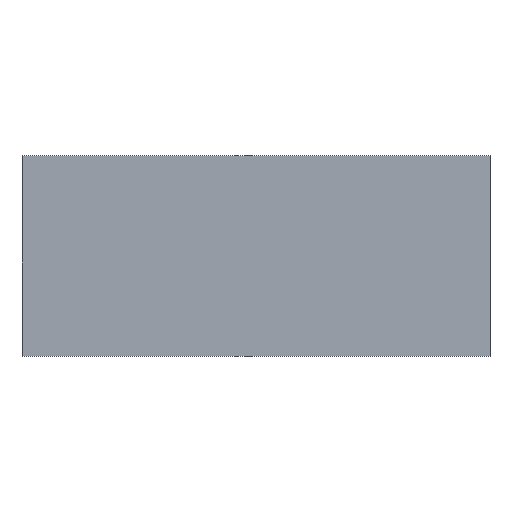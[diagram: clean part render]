
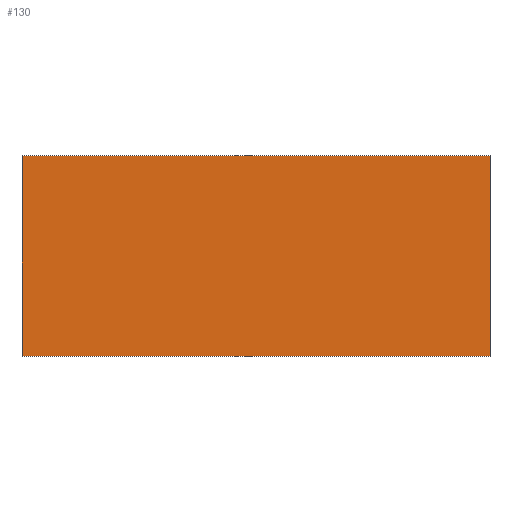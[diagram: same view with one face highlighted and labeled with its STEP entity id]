
A CAD part, top view. The second image highlights one B-rep face of the part: STEP entity #130.
In plain terms, the highlighted planar face has unit normal (0, 0, 1).
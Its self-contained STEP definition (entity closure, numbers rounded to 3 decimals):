
#26 = DIRECTION ( 'NONE',  ( 0., -1., 0. ) ) ;
#29 = CARTESIAN_POINT ( 'NONE',  ( 0., 0., 1.5 ) ) ;
#51 = VECTOR ( 'NONE', #264, 1000. ) ;
#67 = EDGE_CURVE ( 'NONE', #272, #261, #295, .T. ) ;
#93 = DIRECTION ( 'NONE',  ( 1., 0., 0. ) ) ;
#110 = ORIENTED_EDGE ( 'NONE', *, *, #236, .T. ) ;
#118 = VECTOR ( 'NONE', #93, 1000. ) ;
#126 = DIRECTION ( 'NONE',  ( 0., 0., -1. ) ) ;
#130 = ADVANCED_FACE ( 'NONE', ( #320 ), #360, .F. ) ;
#141 = AXIS2_PLACEMENT_3D ( 'NONE', #366, #126, #403 ) ;
#163 = EDGE_CURVE ( 'NONE', #261, #213, #205, .T. ) ;
#185 = CARTESIAN_POINT ( 'NONE',  ( 0., 15., 1.5 ) ) ;
#199 = CARTESIAN_POINT ( 'NONE',  ( 0., 0., 1.5 ) ) ;
#205 = LINE ( 'NONE', #273, #375 ) ;
#213 = VERTEX_POINT ( 'NONE', #240 ) ;
#230 = LINE ( 'NONE', #303, #51 ) ;
#236 = EDGE_CURVE ( 'NONE', #213, #348, #230, .T. ) ;
#240 = CARTESIAN_POINT ( 'NONE',  ( 35., 15., 1.5 ) ) ;
#241 = EDGE_CURVE ( 'NONE', #348, #272, #436, .T. ) ;
#261 = VERTEX_POINT ( 'NONE', #297 ) ;
#264 = DIRECTION ( 'NONE',  ( -1., 0., 0. ) ) ;
#272 = VERTEX_POINT ( 'NONE', #29 ) ;
#273 = CARTESIAN_POINT ( 'NONE',  ( 35., 0., 1.5 ) ) ;
#288 = VECTOR ( 'NONE', #26, 1000. ) ;
#295 = LINE ( 'NONE', #428, #118 ) ;
#297 = CARTESIAN_POINT ( 'NONE',  ( 35., 0., 1.5 ) ) ;
#303 = CARTESIAN_POINT ( 'NONE',  ( 0., 15., 1.5 ) ) ;
#309 = ORIENTED_EDGE ( 'NONE', *, *, #163, .T. ) ;
#314 = ORIENTED_EDGE ( 'NONE', *, *, #241, .T. ) ;
#320 = FACE_OUTER_BOUND ( 'NONE', #337, .T. ) ;
#337 = EDGE_LOOP ( 'NONE', ( #314, #346, #309, #110 ) ) ;
#346 = ORIENTED_EDGE ( 'NONE', *, *, #67, .T. ) ;
#348 = VERTEX_POINT ( 'NONE', #185 ) ;
#360 = PLANE ( 'NONE',  #141 ) ;
#366 = CARTESIAN_POINT ( 'NONE',  ( 0., 0., 1.5 ) ) ;
#375 = VECTOR ( 'NONE', #377, 1000. ) ;
#377 = DIRECTION ( 'NONE',  ( 0., 1., 0. ) ) ;
#403 = DIRECTION ( 'NONE',  ( -1., 0., 0. ) ) ;
#428 = CARTESIAN_POINT ( 'NONE',  ( 0., 0., 1.5 ) ) ;
#436 = LINE ( 'NONE', #199, #288 ) ;
